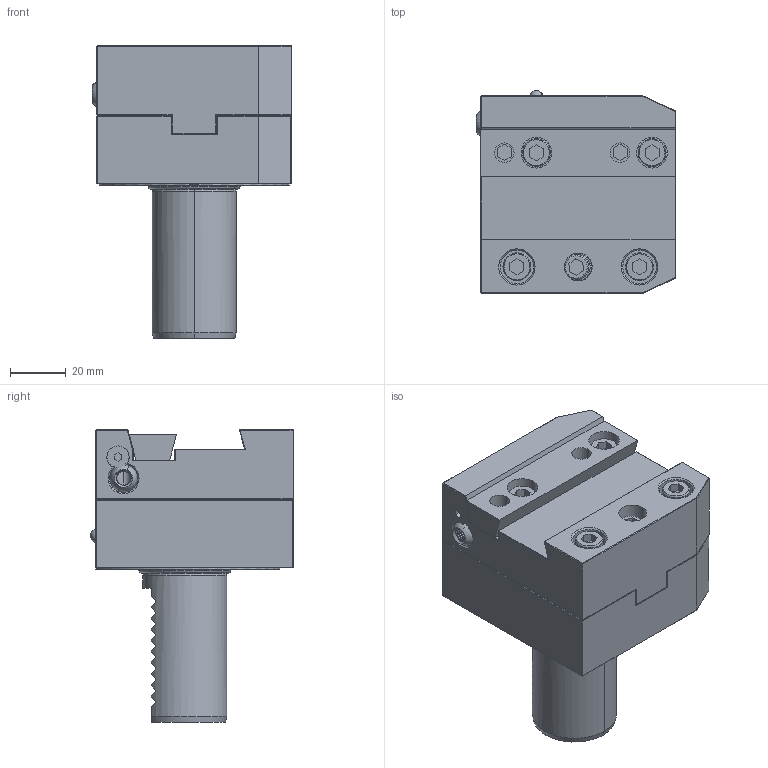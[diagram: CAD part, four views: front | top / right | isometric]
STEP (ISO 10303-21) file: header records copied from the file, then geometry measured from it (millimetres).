
FILE_DESCRIPTION (( 'STEP AP203' ), '1' );
FILE_NAME ('309.66.26.STEP', '2016-11-26T06:42:43', ( '' ), ( '' ), 'SwSTEP 2.0', 'SolidWorks 2012', '' );
FILE_SCHEMA (( 'CONFIG_CONTROL_DESIGN' ));
Length unit declared in the file: millimetre
Products named in the file (13): 309.66.26; 皿頭_M4xP0.7x8L; VDI30H1修改; 偏心調整轉軸; M6x25; M6x16; 29.4大O型環; 6止水鉚珠; 10.5小O型環; M6x12; 2-44100006N4出水銅嘴; VDI30_H2_26; VDI30H2-1
Assembly tree (15 placements, depth 2):
  309.66.26
    VDI30_H2_26
    VDI30H2-1
    2-44100006N4出水銅嘴
    6止水鉚珠
    10.5小O型環
    29.4大O型環
    M6x12  x2
    M6x16  x2
    M6x25  x2
    VDI30H1修改
    偏心調整轉軸
    皿頭_M4xP0.7x8L
Bounding box: 71.6 x 72.91 x 105.1 mm (x, y, z)
Volume: 256449.3 mm3; surface area: 61851.4 mm2
Topology: 16 solids, 16 shells, 795 faces, 1979 edges, 1219 vertices
Faces by surface type: cylinder 283, plane 256, cone 189, bspline 32, torus 31, sphere 4
Entity records: 54873 total; most frequent: CARTESIAN_POINT 37186, ORIENTED_EDGE 3634, DIRECTION 3161, EDGE_CURVE 1817, AXIS2_PLACEMENT_3D 1145, VERTEX_POINT 1129, LINE 871, VECTOR 871
